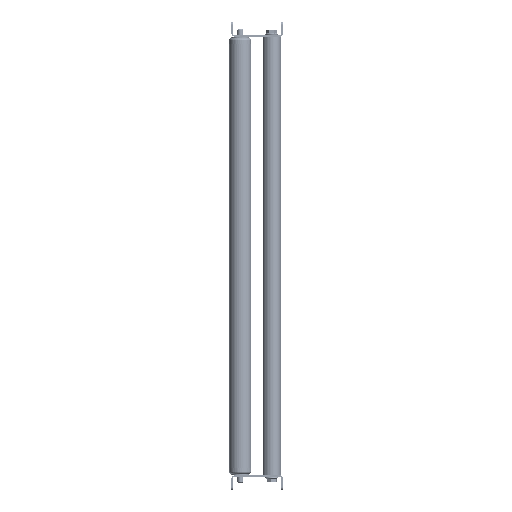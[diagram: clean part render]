
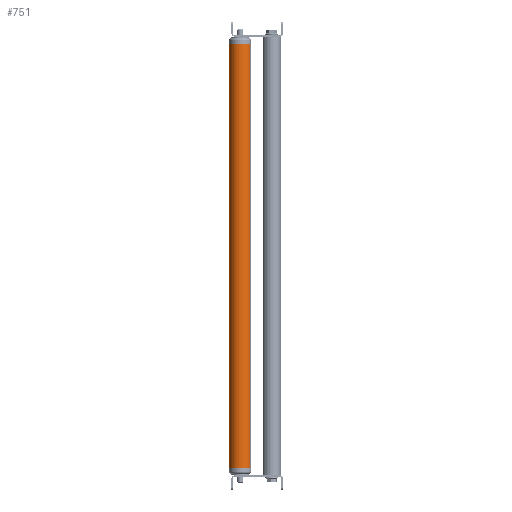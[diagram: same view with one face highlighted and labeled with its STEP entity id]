
A CAD part, left-side view. The second image highlights one B-rep face of the part: STEP entity #751.
In plain terms, the highlighted cylindrical face has radius 15 mm (diameter 30 mm), a partial arc.
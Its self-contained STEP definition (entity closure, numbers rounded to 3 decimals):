
#184 = EDGE_CURVE ( 'NONE', #9565, #12151, #24835, .T. ) ;
#356 = VECTOR ( 'NONE', #22829, 1000. ) ;
#751 = ADVANCED_FACE ( 'NONE', ( #18756 ), #15922, .T. ) ;
#842 = DIRECTION ( 'NONE',  ( 1., 0., 0. ) ) ;
#1423 = CIRCLE ( 'NONE', #31082, 15. ) ;
#1430 = CARTESIAN_POINT ( 'NONE',  ( 580., 0., 15. ) ) ;
#4954 = VERTEX_POINT ( 'NONE', #25781 ) ;
#7736 = EDGE_CURVE ( 'NONE', #14568, #4954, #1423, .T. ) ;
#8998 = AXIS2_PLACEMENT_3D ( 'NONE', #26050, #10167, #20279 ) ;
#9565 = VERTEX_POINT ( 'NONE', #1430 ) ;
#9940 = LINE ( 'NONE', #22539, #24053 ) ;
#9986 = AXIS2_PLACEMENT_3D ( 'NONE', #23533, #842, #29039 ) ;
#10167 = DIRECTION ( 'NONE',  ( -1., 0., 0. ) ) ;
#12151 = VERTEX_POINT ( 'NONE', #15142 ) ;
#13677 = CARTESIAN_POINT ( 'NONE',  ( 0., 0., 0. ) ) ;
#14568 = VERTEX_POINT ( 'NONE', #31906 ) ;
#15142 = CARTESIAN_POINT ( 'NONE',  ( 580., 0., -15. ) ) ;
#15529 = ORIENTED_EDGE ( 'NONE', *, *, #22877, .T. ) ;
#15922 = CYLINDRICAL_SURFACE ( 'NONE', #8998, 15. ) ;
#17653 = ORIENTED_EDGE ( 'NONE', *, *, #21133, .F. ) ;
#18756 = FACE_OUTER_BOUND ( 'NONE', #32354, .T. ) ;
#19741 = DIRECTION ( 'NONE',  ( -1., 0., 0. ) ) ;
#20279 = DIRECTION ( 'NONE',  ( 0., 0., 1. ) ) ;
#21133 = EDGE_CURVE ( 'NONE', #12151, #4954, #9940, .T. ) ;
#21425 = ORIENTED_EDGE ( 'NONE', *, *, #7736, .T. ) ;
#21603 = DIRECTION ( 'NONE',  ( 1., 0., 0. ) ) ;
#22539 = CARTESIAN_POINT ( 'NONE',  ( 580., 0., -15. ) ) ;
#22829 = DIRECTION ( 'NONE',  ( -1., 0., 0. ) ) ;
#22877 = EDGE_CURVE ( 'NONE', #9565, #14568, #30503, .T. ) ;
#23533 = CARTESIAN_POINT ( 'NONE',  ( 580., 0., 0. ) ) ;
#24053 = VECTOR ( 'NONE', #19741, 1000. ) ;
#24835 = CIRCLE ( 'NONE', #9986, 15. ) ;
#25781 = CARTESIAN_POINT ( 'NONE',  ( 0., 0., -15. ) ) ;
#26050 = CARTESIAN_POINT ( 'NONE',  ( 580., 0., 0. ) ) ;
#26526 = ORIENTED_EDGE ( 'NONE', *, *, #184, .F. ) ;
#27841 = CARTESIAN_POINT ( 'NONE',  ( 580., 0., 15. ) ) ;
#29039 = DIRECTION ( 'NONE',  ( 0., 0., -1. ) ) ;
#30503 = LINE ( 'NONE', #27841, #356 ) ;
#31082 = AXIS2_PLACEMENT_3D ( 'NONE', #13677, #21603, #31607 ) ;
#31607 = DIRECTION ( 'NONE',  ( 0., 0., -1. ) ) ;
#31906 = CARTESIAN_POINT ( 'NONE',  ( 0., 0., 15. ) ) ;
#32354 = EDGE_LOOP ( 'NONE', ( #17653, #26526, #15529, #21425 ) ) ;
